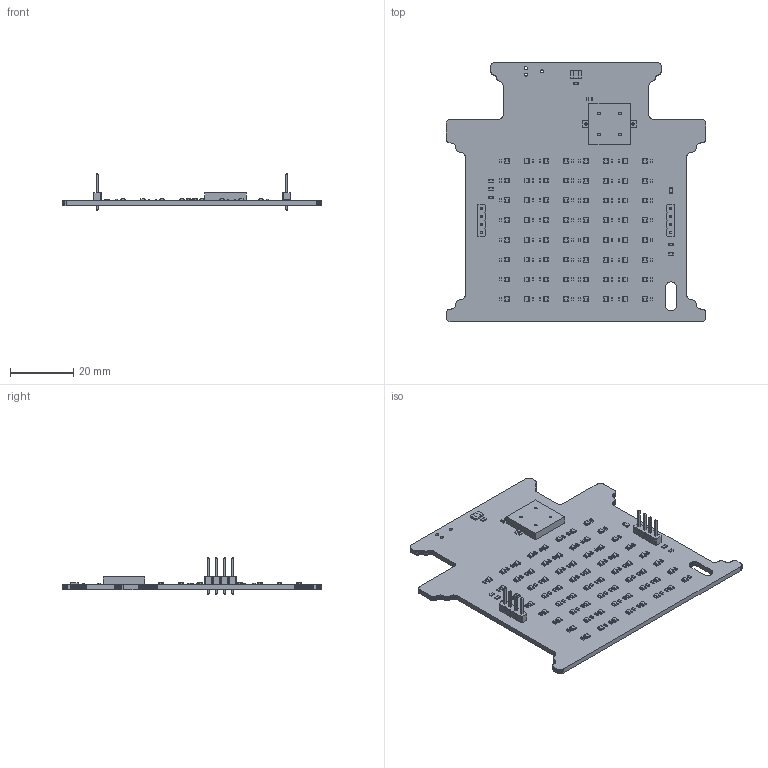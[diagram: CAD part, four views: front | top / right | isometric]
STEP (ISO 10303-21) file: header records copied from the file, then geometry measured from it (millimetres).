
FILE_DESCRIPTION(('KiCad electronic assembly'),'2;1');
FILE_NAME('Back.step','2023-11-04T19:12:24',('Pcbnew'),('Kicad'), 'Open CASCADE STEP processor 7.7','KiCad to STEP converter','Unknown' );
FILE_SCHEMA(('AUTOMOTIVE_DESIGN { 1 0 10303 214 1 1 1 1 }'));
Length unit declared in the file: millimetre
Products named in the file (16): Back 1; C_0402_1005Metric; SOLID; led_C191KRKT; PinHeader_1x04_P2.54mm_Vertical; R_0603_1608Metric; photo_GT36528; buzzer_C391038; R_0805_2012Metric; Back PCB
Assembly tree (149 placements, depth 3):
  Back 1
    C_0402_1005Metric  x66
      SOLID
    led_C191KRKT  x64
      SOLID
    PinHeader_1x04_P2.54mm_Vertical  x2
      SOLID
    R_0603_1608Metric  x6
      SOLID
    photo_GT36528
      SOLID
    buzzer_C391038
      SOLID
    R_0805_2012Metric
      SOLID
    Back PCB
Bounding box: 82 x 82 x 11.54 mm (x, y, z)
Volume: 9450.9 mm3; surface area: 13294.6 mm2
Topology: 142 solids, 142 shells, 4561 faces, 12283 edges, 8158 vertices
Faces by surface type: plane 3440, cylinder 1121
Full cylindrical faces by diameter (mm): 0.8 x6, 0.991 x3, 1 x8
Entity records: 44976 total; most frequent: CARTESIAN_POINT 7484, DIRECTION 6777, LINE 5003, VECTOR 5003, ORIENTED_EDGE 3466, PCURVE 3466, DEFINITIONAL_REPRESENTATION 3466, EDGE_CURVE 1733
